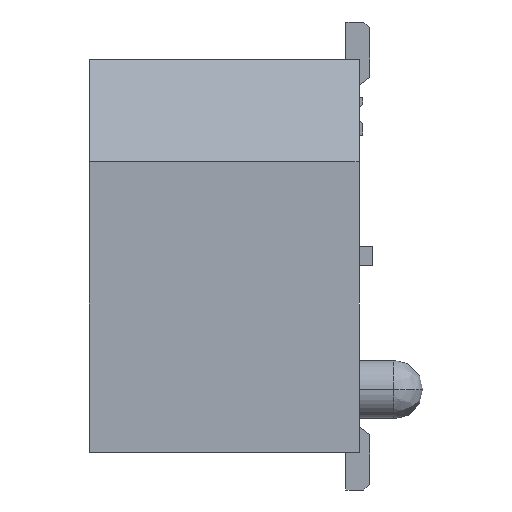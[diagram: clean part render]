
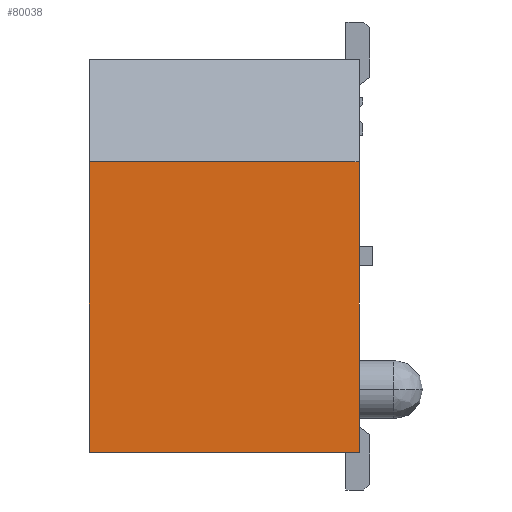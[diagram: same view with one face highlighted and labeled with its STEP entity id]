
A CAD part, left-side view. The second image highlights one B-rep face of the part: STEP entity #80038.
In plain terms, the highlighted planar face has unit normal (-1, 0, 0).
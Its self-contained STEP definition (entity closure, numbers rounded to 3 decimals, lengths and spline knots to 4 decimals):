
#569=DIRECTION('',(0.,0.,1.));
#570=VECTOR('',#569,4.42);
#571=CARTESIAN_POINT('',(-10.,0.,-2.985));
#572=LINE('',#571,#570);
#1341=DIRECTION('',(0.,0.,1.));
#1342=VECTOR('',#1341,4.42);
#1343=CARTESIAN_POINT('',(-10.,4.1,-2.985));
#1344=LINE('',#1343,#1342);
#29577=DIRECTION('',(0.,-1.,0.));
#29578=VECTOR('',#29577,4.1);
#29579=CARTESIAN_POINT('',(-10.,4.1,1.435));
#29580=LINE('',#29579,#29578);
#29581=DIRECTION('',(0.,1.,0.));
#29582=VECTOR('',#29581,4.1);
#29583=CARTESIAN_POINT('',(-10.,0.,-2.985));
#29584=LINE('',#29583,#29582);
#29674=CARTESIAN_POINT('',(-10.,4.1,-2.985));
#29676=VERTEX_POINT('',#29674);
#29677=CARTESIAN_POINT('',(-10.,0.,-2.985));
#29678=VERTEX_POINT('',#29677);
#29690=CARTESIAN_POINT('',(-10.,0.,1.435));
#29692=VERTEX_POINT('',#29690);
#29693=CARTESIAN_POINT('',(-10.,4.1,1.435));
#29694=VERTEX_POINT('',#29693);
#80026=CARTESIAN_POINT('',(-10.,0.,-2.985));
#80027=DIRECTION('',(-1.,0.,0.));
#80028=DIRECTION('',(0.,0.,1.));
#80029=AXIS2_PLACEMENT_3D('',#80026,#80027,#80028);
#80030=PLANE('',#80029);
#80032=ORIENTED_EDGE('',*,*,#80031,.T.);
#80033=ORIENTED_EDGE('',*,*,#39528,.F.);
#80034=ORIENTED_EDGE('',*,*,#41741,.T.);
#80035=ORIENTED_EDGE('',*,*,#40273,.T.);
#80036=EDGE_LOOP('',(#80032,#80033,#80034,#80035));
#80037=FACE_OUTER_BOUND('',#80036,.F.);
#39528=EDGE_CURVE('',#29678,#29692,#572,.T.);
#40273=EDGE_CURVE('',#29676,#29694,#1344,.T.);
#41741=EDGE_CURVE('',#29678,#29676,#29584,.T.);
#80031=EDGE_CURVE('',#29694,#29692,#29580,.T.);
#80038=ADVANCED_FACE('',(#80037),#80030,.T.);
